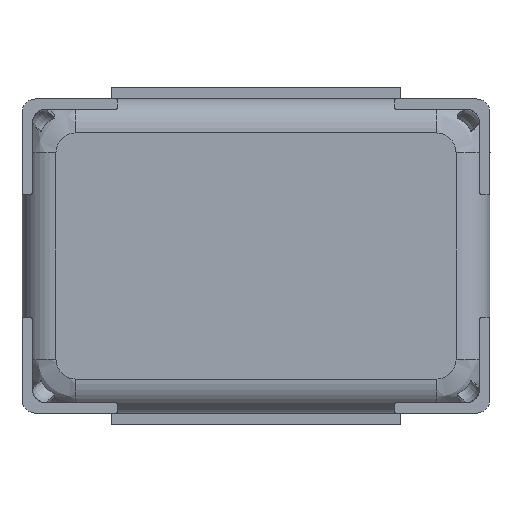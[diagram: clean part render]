
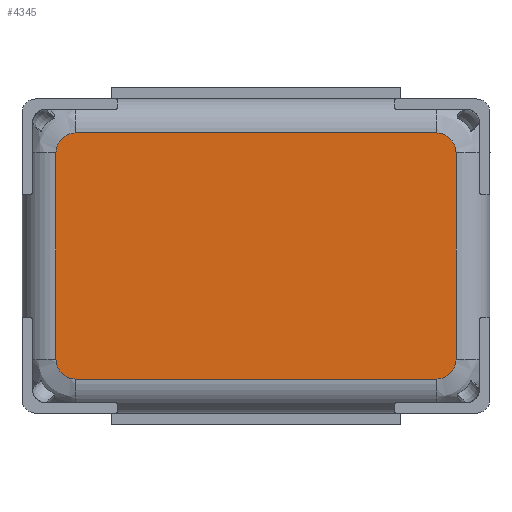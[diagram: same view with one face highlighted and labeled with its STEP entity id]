
A CAD part, front view. The second image highlights one B-rep face of the part: STEP entity #4345.
In plain terms, the highlighted planar face has unit normal (0, -1, 0).
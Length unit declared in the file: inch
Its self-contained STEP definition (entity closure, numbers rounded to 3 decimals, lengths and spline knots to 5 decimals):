
#581=DIRECTION('',(0.,0.,-1.));
#582=VECTOR('',#581,6.06487);
#583=CARTESIAN_POINT('',(-5.87286,-7.,3.03243));
#584=LINE('',#583,#582);
#585=CARTESIAN_POINT('',(-5.30384,-7.,3.61283));
#586=CARTESIAN_POINT('',(-5.31515,-7.,3.61283));
#587=CARTESIAN_POINT('',(-5.33708,-7.,3.61214));
#588=CARTESIAN_POINT('',(-5.36731,-7.,3.60935));
#589=CARTESIAN_POINT('',(-5.39654,-7.,3.60502));
#590=CARTESIAN_POINT('',(-5.42567,-7.,3.5991));
#591=CARTESIAN_POINT('',(-5.45407,-7.,3.59177));
#592=CARTESIAN_POINT('',(-5.48227,-7.,3.58292));
#593=CARTESIAN_POINT('',(-5.51,-7.,3.57259));
#594=CARTESIAN_POINT('',(-5.53669,-7.,3.56105));
#595=CARTESIAN_POINT('',(-5.56324,-7.,3.54792));
#596=CARTESIAN_POINT('',(-5.59081,-7.,3.53244));
#597=CARTESIAN_POINT('',(-5.62043,-7.,3.51347));
#598=CARTESIAN_POINT('',(-5.65234,-7.,3.49001));
#599=CARTESIAN_POINT('',(-5.68577,-7.,3.46146));
#600=CARTESIAN_POINT('',(-5.72005,-7.,3.4271));
#601=CARTESIAN_POINT('',(-5.7544,-7.,3.38606));
#602=CARTESIAN_POINT('',(-5.78824,-7.,3.33664));
#603=CARTESIAN_POINT('',(-5.81981,-7.,3.27791));
#604=CARTESIAN_POINT('',(-5.84717,-7.,3.2083));
#605=CARTESIAN_POINT('',(-5.86741,-7.,3.126));
#606=CARTESIAN_POINT('',(-5.87287,-7.,3.0648));
#607=CARTESIAN_POINT('',(-5.87286,-7.,3.03243));
#609=DIRECTION('',(-1.,0.,0.));
#610=VECTOR('',#609,10.60767);
#611=CARTESIAN_POINT('',(5.30384,-7.,3.61283));
#612=LINE('',#611,#610);
#613=CARTESIAN_POINT('',(5.87286,-7.,3.03243));
#614=CARTESIAN_POINT('',(5.87286,-7.,3.04481));
#615=CARTESIAN_POINT('',(5.87208,-7.,3.06882));
#616=CARTESIAN_POINT('',(5.86893,-7.,3.10201));
#617=CARTESIAN_POINT('',(5.86403,-7.,3.1341));
#618=CARTESIAN_POINT('',(5.85735,-7.,3.16596));
#619=CARTESIAN_POINT('',(5.8491,-7.,3.19693));
#620=CARTESIAN_POINT('',(5.8391,-7.,3.22769));
#621=CARTESIAN_POINT('',(5.82749,-7.,3.25767));
#622=CARTESIAN_POINT('',(5.81455,-7.,3.28645));
#623=CARTESIAN_POINT('',(5.79962,-7.,3.3154));
#624=CARTESIAN_POINT('',(5.78175,-7.,3.34571));
#625=CARTESIAN_POINT('',(5.75949,-7.,3.37854));
#626=CARTESIAN_POINT('',(5.73201,-7.,3.41341));
#627=CARTESIAN_POINT('',(5.69849,-7.,3.44952));
#628=CARTESIAN_POINT('',(5.65828,-7.,3.48579));
#629=CARTESIAN_POINT('',(5.60962,-7.,3.52165));
#630=CARTESIAN_POINT('',(5.55133,-7.,3.55537));
#631=CARTESIAN_POINT('',(5.48184,-7.,3.5848));
#632=CARTESIAN_POINT('',(5.39881,-7.,3.60681));
#633=CARTESIAN_POINT('',(5.33675,-7.,3.61284));
#634=CARTESIAN_POINT('',(5.30384,-7.,3.61283));
#636=DIRECTION('',(0.,0.,1.));
#637=VECTOR('',#636,6.06487);
#638=CARTESIAN_POINT('',(5.87286,-7.,-3.03243));
#639=LINE('',#638,#637);
#640=CARTESIAN_POINT('',(5.30384,-7.,-3.61283));
#641=CARTESIAN_POINT('',(5.31515,-7.,-3.61283));
#642=CARTESIAN_POINT('',(5.33708,-7.,-3.61214));
#643=CARTESIAN_POINT('',(5.36731,-7.,-3.60935));
#644=CARTESIAN_POINT('',(5.39654,-7.,-3.60502));
#645=CARTESIAN_POINT('',(5.42567,-7.,-3.5991));
#646=CARTESIAN_POINT('',(5.45407,-7.,-3.59177));
#647=CARTESIAN_POINT('',(5.48227,-7.,-3.58292));
#648=CARTESIAN_POINT('',(5.51,-7.,-3.57259));
#649=CARTESIAN_POINT('',(5.53669,-7.,-3.56105));
#650=CARTESIAN_POINT('',(5.56324,-7.,-3.54792));
#651=CARTESIAN_POINT('',(5.59081,-7.,-3.53244));
#652=CARTESIAN_POINT('',(5.62043,-7.,-3.51347));
#653=CARTESIAN_POINT('',(5.65234,-7.,-3.49001));
#654=CARTESIAN_POINT('',(5.68577,-7.,-3.46146));
#655=CARTESIAN_POINT('',(5.72005,-7.,-3.4271));
#656=CARTESIAN_POINT('',(5.7544,-7.,-3.38606));
#657=CARTESIAN_POINT('',(5.78824,-7.,-3.33664));
#658=CARTESIAN_POINT('',(5.81981,-7.,-3.27791));
#659=CARTESIAN_POINT('',(5.84717,-7.,-3.2083));
#660=CARTESIAN_POINT('',(5.86741,-7.,-3.126));
#661=CARTESIAN_POINT('',(5.87287,-7.,-3.0648));
#662=CARTESIAN_POINT('',(5.87286,-7.,-3.03243));
#664=DIRECTION('',(1.,0.,0.));
#665=VECTOR('',#664,10.60767);
#666=CARTESIAN_POINT('',(-5.30384,-7.,-3.61283));
#667=LINE('',#666,#665);
#668=CARTESIAN_POINT('',(-5.87286,-7.,-3.03243));
#669=CARTESIAN_POINT('',(-5.87286,-7.,-3.04481));
#670=CARTESIAN_POINT('',(-5.87208,-7.,-3.06882));
#671=CARTESIAN_POINT('',(-5.86893,-7.,-3.10201));
#672=CARTESIAN_POINT('',(-5.86403,-7.,-3.1341));
#673=CARTESIAN_POINT('',(-5.85735,-7.,-3.16596));
#674=CARTESIAN_POINT('',(-5.8491,-7.,-3.19693));
#675=CARTESIAN_POINT('',(-5.8391,-7.,-3.22769));
#676=CARTESIAN_POINT('',(-5.82749,-7.,-3.25767));
#677=CARTESIAN_POINT('',(-5.81455,-7.,-3.28645));
#678=CARTESIAN_POINT('',(-5.79962,-7.,-3.3154));
#679=CARTESIAN_POINT('',(-5.78175,-7.,-3.34571));
#680=CARTESIAN_POINT('',(-5.75949,-7.,-3.37854));
#681=CARTESIAN_POINT('',(-5.73201,-7.,-3.41341));
#682=CARTESIAN_POINT('',(-5.69849,-7.,-3.44952));
#683=CARTESIAN_POINT('',(-5.65828,-7.,-3.48579));
#684=CARTESIAN_POINT('',(-5.60962,-7.,-3.52165));
#685=CARTESIAN_POINT('',(-5.55133,-7.,-3.55537));
#686=CARTESIAN_POINT('',(-5.48184,-7.,-3.5848));
#687=CARTESIAN_POINT('',(-5.39881,-7.,-3.60681));
#688=CARTESIAN_POINT('',(-5.33675,-7.,-3.61284));
#689=CARTESIAN_POINT('',(-5.30384,-7.,-3.61283));
#2657=CARTESIAN_POINT('',(-5.87286,-7.,3.03243));
#2658=CARTESIAN_POINT('',(-5.87286,-7.,-3.03243));
#2659=VERTEX_POINT('',#2657);
#2660=VERTEX_POINT('',#2658);
#2665=VERTEX_POINT('',#689);
#2667=CARTESIAN_POINT('',(5.30384,-7.,-3.61283));
#2668=VERTEX_POINT('',#2667);
#2671=VERTEX_POINT('',#662);
#2673=CARTESIAN_POINT('',(5.87286,-7.,3.03243));
#2674=VERTEX_POINT('',#2673);
#2677=VERTEX_POINT('',#634);
#2679=CARTESIAN_POINT('',(-5.30384,-7.,3.61283));
#2680=VERTEX_POINT('',#2679);
#4323=CARTESIAN_POINT('',(0.,-7.,0.));
#4324=DIRECTION('',(0.,-1.,0.));
#4325=DIRECTION('',(1.,0.,0.));
#4326=AXIS2_PLACEMENT_3D('',#4323,#4324,#4325);
#4327=PLANE('',#4326);
#4329=ORIENTED_EDGE('',*,*,#4328,.F.);
#4331=ORIENTED_EDGE('',*,*,#4330,.F.);
#4333=ORIENTED_EDGE('',*,*,#4332,.F.);
#4335=ORIENTED_EDGE('',*,*,#4334,.F.);
#4336=ORIENTED_EDGE('',*,*,#4313,.F.);
#4338=ORIENTED_EDGE('',*,*,#4337,.F.);
#4340=ORIENTED_EDGE('',*,*,#4339,.F.);
#4342=ORIENTED_EDGE('',*,*,#4341,.F.);
#4343=EDGE_LOOP('',(#4329,#4331,#4333,#4335,#4336,#4338,#4340,#4342));
#4344=FACE_OUTER_BOUND('',#4343,.F.);
#4345=ADVANCED_FACE('',(#4344),#4327,.T.);
#608=B_SPLINE_CURVE_WITH_KNOTS('',3,(#585,#586,#587,#588,#589,#590,#591,#592,
#593,#594,#595,#596,#597,#598,#599,#600,#601,#602,#603,#604,#605,#606,#607),
.UNSPECIFIED.,.F.,.F.,(4,1,1,1,1,1,1,1,1,1,1,1,1,1,1,1,1,1,1,1,4),(0.,0.05,
0.1,0.15,0.2,0.25,0.3,0.35,0.4,0.45,0.5,0.55,0.6,0.65,
0.7,0.75,0.8,0.85,0.9,0.95,1.),.UNSPECIFIED.);
#635=B_SPLINE_CURVE_WITH_KNOTS('',3,(#613,#614,#615,#616,#617,#618,#619,#620,
#621,#622,#623,#624,#625,#626,#627,#628,#629,#630,#631,#632,#633,#634),
.UNSPECIFIED.,.F.,.F.,(4,1,1,1,1,1,1,1,1,1,1,1,1,1,1,1,1,1,1,4),(0.,
0.05263,0.10526,0.15789,0.21053,
0.26316,0.31579,0.36842,0.42105,
0.47368,0.52632,0.57895,0.63158,
0.68421,0.73684,0.78947,0.84211,
0.89474,0.94737,1.),.UNSPECIFIED.);
#663=B_SPLINE_CURVE_WITH_KNOTS('',3,(#640,#641,#642,#643,#644,#645,#646,#647,
#648,#649,#650,#651,#652,#653,#654,#655,#656,#657,#658,#659,#660,#661,#662),
.UNSPECIFIED.,.F.,.F.,(4,1,1,1,1,1,1,1,1,1,1,1,1,1,1,1,1,1,1,1,4),(0.,0.05,
0.1,0.15,0.2,0.25,0.3,0.35,0.4,0.45,0.5,0.55,0.6,0.65,
0.7,0.75,0.8,0.85,0.9,0.95,1.),.UNSPECIFIED.);
#690=B_SPLINE_CURVE_WITH_KNOTS('',3,(#668,#669,#670,#671,#672,#673,#674,#675,
#676,#677,#678,#679,#680,#681,#682,#683,#684,#685,#686,#687,#688,#689),
.UNSPECIFIED.,.F.,.F.,(4,1,1,1,1,1,1,1,1,1,1,1,1,1,1,1,1,1,1,4),(0.,
0.05263,0.10526,0.15789,0.21053,
0.26316,0.31579,0.36842,0.42105,
0.47368,0.52632,0.57895,0.63158,
0.68421,0.73684,0.78947,0.84211,
0.89474,0.94737,1.),.UNSPECIFIED.);
#4313=EDGE_CURVE('',#2671,#2674,#639,.T.);
#4328=EDGE_CURVE('',#2659,#2660,#584,.T.);
#4330=EDGE_CURVE('',#2680,#2659,#608,.T.);
#4332=EDGE_CURVE('',#2677,#2680,#612,.T.);
#4334=EDGE_CURVE('',#2674,#2677,#635,.T.);
#4337=EDGE_CURVE('',#2668,#2671,#663,.T.);
#4339=EDGE_CURVE('',#2665,#2668,#667,.T.);
#4341=EDGE_CURVE('',#2660,#2665,#690,.T.);
